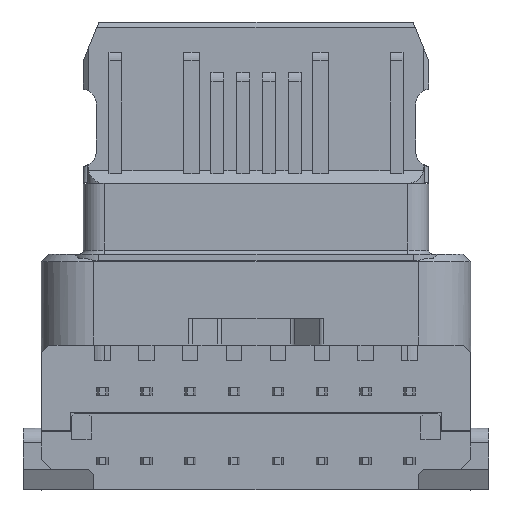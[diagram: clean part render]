
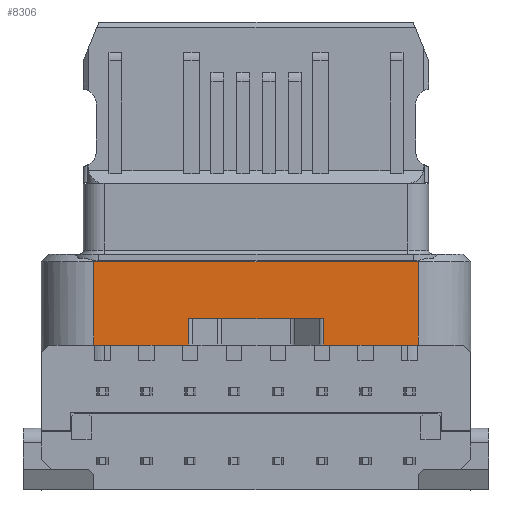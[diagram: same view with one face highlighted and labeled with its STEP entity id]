
A CAD part, front view. The second image highlights one B-rep face of the part: STEP entity #8306.
In plain terms, the highlighted face is planar.
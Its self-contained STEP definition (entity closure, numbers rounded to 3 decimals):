
#412=PLANE('',#8897);
#846=FACE_OUTER_BOUND('',#1306,.T.);
#1306=EDGE_LOOP('',(#7774,#7775,#7776,#7777,#7778,#7779,#7780,#7781,#7782,
#7783,#7784,#7785,#7786,#7787,#7788,#7789,#7790,#7791));
#1596=LINE('',#11432,#2613);
#1698=LINE('',#11707,#2715);
#1968=LINE('',#12350,#2985);
#1987=LINE('',#12476,#3004);
#2091=LINE('',#12722,#3108);
#2145=LINE('',#12863,#3162);
#2152=LINE('',#12879,#3169);
#2156=LINE('',#12885,#3173);
#2185=LINE('',#12945,#3202);
#2240=LINE('',#13045,#3257);
#2253=LINE('',#13069,#3270);
#2259=LINE('',#13081,#3276);
#2272=LINE('',#13105,#3289);
#2382=LINE('',#13320,#3399);
#2393=LINE('',#13348,#3410);
#2450=LINE('',#13543,#3467);
#2477=LINE('',#13730,#3494);
#2491=LINE('',#13777,#3508);
#2613=VECTOR('',#9092,1000.);
#2715=VECTOR('',#9312,1000.);
#2985=VECTOR('',#9802,1000.);
#3004=VECTOR('',#9855,1000.);
#3108=VECTOR('',#10079,1000.);
#3162=VECTOR('',#10209,1000.);
#3169=VECTOR('',#10226,1000.);
#3173=VECTOR('',#10232,1000.);
#3202=VECTOR('',#10291,1000.);
#3257=VECTOR('',#10388,1000.);
#3270=VECTOR('',#10413,1000.);
#3276=VECTOR('',#10425,1000.);
#3289=VECTOR('',#10450,1000.);
#3399=VECTOR('',#10682,1000.);
#3410=VECTOR('',#10717,1000.);
#3467=VECTOR('',#10870,1000.);
#3494=VECTOR('',#10969,1000.);
#3508=VECTOR('',#11049,1000.);
#3645=VERTEX_POINT('',#11430);
#3646=VERTEX_POINT('',#11431);
#3758=VERTEX_POINT('',#11701);
#3760=VERTEX_POINT('',#11705);
#3882=VERTEX_POINT('',#12014);
#3979=VERTEX_POINT('',#12286);
#3996=VERTEX_POINT('',#12343);
#3999=VERTEX_POINT('',#12348);
#4102=VERTEX_POINT('',#12712);
#4105=VERTEX_POINT('',#12719);
#4106=VERTEX_POINT('',#12721);
#4113=VERTEX_POINT('',#12747);
#4148=VERTEX_POINT('',#12860);
#4149=VERTEX_POINT('',#12862);
#4153=VERTEX_POINT('',#12877);
#4194=VERTEX_POINT('',#13043);
#4199=VERTEX_POINT('',#13068);
#4251=VERTEX_POINT('',#13318);
#4424=EDGE_CURVE('',#3645,#3646,#1596,.T.);
#4552=EDGE_CURVE('',#3760,#3758,#1698,.T.);
#4862=EDGE_CURVE('',#3999,#3996,#1968,.T.);
#4892=EDGE_CURVE('',#3979,#3882,#1987,.T.);
#5017=EDGE_CURVE('',#4105,#4106,#2091,.T.);
#5087=EDGE_CURVE('',#4148,#4149,#2145,.T.);
#5096=EDGE_CURVE('',#4153,#4113,#2152,.T.);
#5100=EDGE_CURVE('',#4102,#4153,#2156,.T.);
#5130=EDGE_CURVE('',#3996,#4105,#2185,.T.);
#5187=EDGE_CURVE('',#4194,#4102,#2240,.T.);
#5200=EDGE_CURVE('',#4113,#4199,#2253,.T.);
#5207=EDGE_CURVE('',#4149,#3645,#2259,.T.);
#5220=EDGE_CURVE('',#3646,#3979,#2272,.T.);
#5337=EDGE_CURVE('',#4251,#3760,#2382,.T.);
#5350=EDGE_CURVE('',#4106,#4251,#2393,.T.);
#5416=EDGE_CURVE('',#4199,#4148,#2450,.T.);
#5446=EDGE_CURVE('',#3882,#3999,#2477,.T.);
#5460=EDGE_CURVE('',#3758,#4194,#2491,.T.);
#7774=ORIENTED_EDGE('',*,*,#5446,.F.);
#7775=ORIENTED_EDGE('',*,*,#4892,.F.);
#7776=ORIENTED_EDGE('',*,*,#5220,.F.);
#7777=ORIENTED_EDGE('',*,*,#4424,.F.);
#7778=ORIENTED_EDGE('',*,*,#5207,.F.);
#7779=ORIENTED_EDGE('',*,*,#5087,.F.);
#7780=ORIENTED_EDGE('',*,*,#5416,.F.);
#7781=ORIENTED_EDGE('',*,*,#5200,.F.);
#7782=ORIENTED_EDGE('',*,*,#5096,.F.);
#7783=ORIENTED_EDGE('',*,*,#5100,.F.);
#7784=ORIENTED_EDGE('',*,*,#5187,.F.);
#7785=ORIENTED_EDGE('',*,*,#5460,.F.);
#7786=ORIENTED_EDGE('',*,*,#4552,.F.);
#7787=ORIENTED_EDGE('',*,*,#5337,.F.);
#7788=ORIENTED_EDGE('',*,*,#5350,.F.);
#7789=ORIENTED_EDGE('',*,*,#5017,.F.);
#7790=ORIENTED_EDGE('',*,*,#5130,.F.);
#7791=ORIENTED_EDGE('',*,*,#4862,.F.);
#8306=ADVANCED_FACE('',(#846),#412,.F.);
#8897=AXIS2_PLACEMENT_3D('',#13785,#11064,#11065);
#9092=DIRECTION('',(-1.,0.,0.));
#9312=DIRECTION('',(-1.,0.,0.));
#9802=DIRECTION('',(0.,-1.,0.));
#9855=DIRECTION('',(-1.,0.,0.));
#10079=DIRECTION('',(0.,1.,0.));
#10209=DIRECTION('',(-1.,0.,0.));
#10226=DIRECTION('',(0.,-1.,0.));
#10232=DIRECTION('',(-1.,0.,0.));
#10291=DIRECTION('',(-1.,0.,0.));
#10388=DIRECTION('',(-1.,0.,0.));
#10413=DIRECTION('',(1.,0.,0.));
#10425=DIRECTION('',(-1.,0.,0.));
#10450=DIRECTION('',(-1.,0.,0.));
#10682=DIRECTION('',(-1.,0.,0.));
#10717=DIRECTION('',(-1.,0.,0.));
#10870=DIRECTION('',(0.,1.,0.));
#10969=DIRECTION('',(-1.,0.,0.));
#11049=DIRECTION('',(-1.,0.,0.));
#11064=DIRECTION('center_axis',(0.,0.,1.));
#11065=DIRECTION('ref_axis',(1.,0.,0.));
#11430=CARTESIAN_POINT('',(2.825,5.86,-2.54));
#11431=CARTESIAN_POINT('',(2.275,5.86,-2.54));
#11432=CARTESIAN_POINT('',(0.,5.86,-2.54));
#11701=CARTESIAN_POINT('',(-2.275,5.86,-2.54));
#11705=CARTESIAN_POINT('',(-1.975,5.86,-2.54));
#11707=CARTESIAN_POINT('',(0.,5.86,-2.54));
#12014=CARTESIAN_POINT('',(1.425,5.86,-2.54));
#12286=CARTESIAN_POINT('',(1.975,5.86,-2.54));
#12343=CARTESIAN_POINT('',(1.3,5.35,-2.54));
#12348=CARTESIAN_POINT('',(1.3,5.86,-2.54));
#12350=CARTESIAN_POINT('',(1.3,5.055,-2.54));
#12476=CARTESIAN_POINT('',(0.,5.86,-2.54));
#12712=CARTESIAN_POINT('',(-3.125,5.86,-2.54));
#12719=CARTESIAN_POINT('',(-1.3,5.35,-2.54));
#12721=CARTESIAN_POINT('',(-1.3,5.86,-2.54));
#12722=CARTESIAN_POINT('',(-1.3,5.055,-2.54));
#12747=CARTESIAN_POINT('',(-3.145,4.25,-2.54));
#12860=CARTESIAN_POINT('',(3.145,5.86,-2.54));
#12862=CARTESIAN_POINT('',(3.125,5.86,-2.54));
#12863=CARTESIAN_POINT('',(0.,5.86,-2.54));
#12877=CARTESIAN_POINT('',(-3.145,5.86,-2.54));
#12879=CARTESIAN_POINT('',(-3.145,5.055,-2.54));
#12885=CARTESIAN_POINT('',(0.,5.86,-2.54));
#12945=CARTESIAN_POINT('',(0.,5.35,-2.54));
#13043=CARTESIAN_POINT('',(-2.825,5.86,-2.54));
#13045=CARTESIAN_POINT('',(0.,5.86,-2.54));
#13068=CARTESIAN_POINT('',(3.145,4.25,-2.54));
#13069=CARTESIAN_POINT('',(0.,4.25,-2.54));
#13081=CARTESIAN_POINT('',(0.,5.86,-2.54));
#13105=CARTESIAN_POINT('',(0.,5.86,-2.54));
#13318=CARTESIAN_POINT('',(-1.425,5.86,-2.54));
#13320=CARTESIAN_POINT('',(0.,5.86,-2.54));
#13348=CARTESIAN_POINT('',(0.,5.86,-2.54));
#13543=CARTESIAN_POINT('',(3.145,5.055,-2.54));
#13730=CARTESIAN_POINT('',(0.,5.86,-2.54));
#13777=CARTESIAN_POINT('',(0.,5.86,-2.54));
#13785=CARTESIAN_POINT('Origin',(0.,5.055,-2.54));
